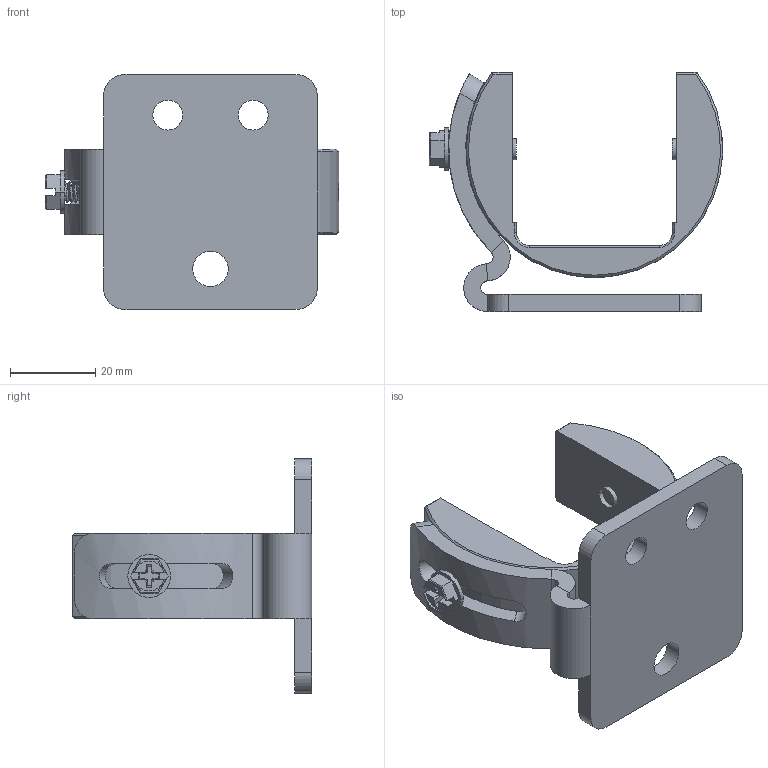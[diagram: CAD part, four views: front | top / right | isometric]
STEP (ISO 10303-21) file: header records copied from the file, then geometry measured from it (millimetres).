
FILE_DESCRIPTION((''),'2;1');
FILE_NAME('199771_ASM','2017-07-28T',('pdmadmin'),('BANNER ENGINEERING'),'CREO PARAMETRIC BY PTC INC, 2016260','CREO PARAMETRIC BY PTC INC, 2016260','');
FILE_SCHEMA(('CONFIG_CONTROL_DESIGN'));
Length unit declared in the file: millimetre
Products named in the file (7): 135029_AF0; 199376_ASM; 114483; 58892; 200111; 802482_ASM; 199771_ASM
Assembly tree (6 placements, depth 4):
  199771_ASM
    802482_ASM
      199376_ASM
        135029_AF0
      114483
      58892
      200111
Bounding box: 68.64 x 56 x 55 mm (x, y, z)
Volume: 32380.9 mm3; surface area: 17601.9 mm2
Topology: 4 solids, 7 shells, 385 faces, 1043 edges, 677 vertices
Faces by surface type: plane 263, cylinder 88, cone 21, bspline 13
Entity records: 23276 total; most frequent: CARTESIAN_POINT 13659, ORIENTED_EDGE 2070, DIRECTION 1765, EDGE_CURVE 1041, VECTOR 793, LINE 793, VERTEX_POINT 677, AXIS2_PLACEMENT_3D 486
